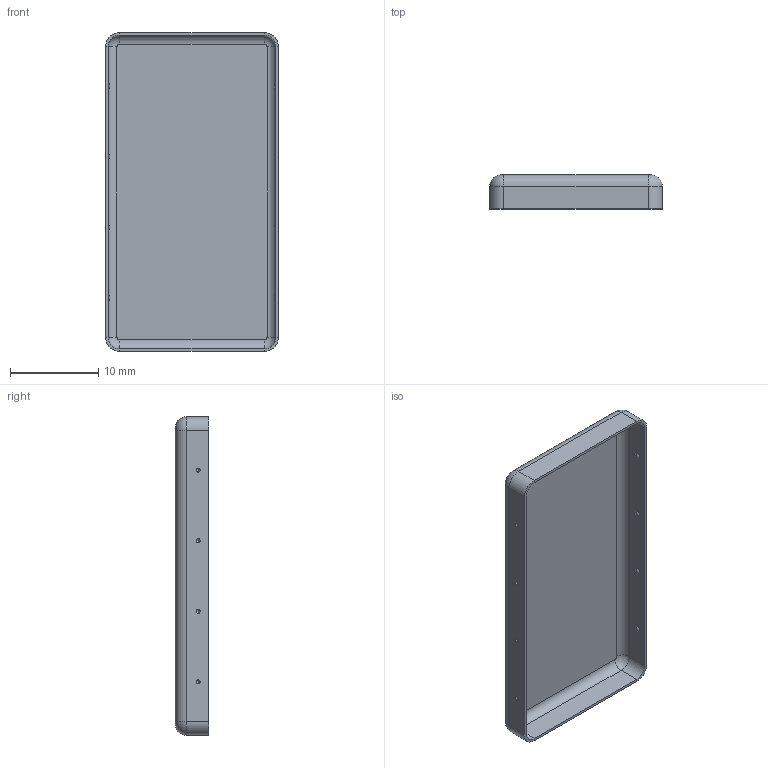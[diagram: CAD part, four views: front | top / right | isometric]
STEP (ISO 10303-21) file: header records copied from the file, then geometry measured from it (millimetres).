
FILE_DESCRIPTION (( 'STEP AP203' ), '1' );
FILE_NAME ('MS355-10C.step', '2020-11-12T13:31:18', ( '' ), ( '' ), 'SwSTEP 2.0', 'SolidWorks 2018', '' );
FILE_SCHEMA (( 'CONFIG_CONTROL_DESIGN' ));
Length unit declared in the file: millimetre
Products named in the file (1): MS355-10C
Bounding box: 19.6 x 3.8 x 36.1 mm (x, y, z)
Volume: 308.8 mm3; surface area: 2091.4 mm2
Topology: 1 solids, 1 shells, 74 faces, 152 edges, 96 vertices
Faces by surface type: sphere 32, plane 18, cylinder 16, torus 8
Entity records: 2069 total; most frequent: DIRECTION 406, CARTESIAN_POINT 323, ORIENTED_EDGE 304, AXIS2_PLACEMENT_3D 179, EDGE_CURVE 152, CIRCLE 104, VERTEX_POINT 96, EDGE_LOOP 90
